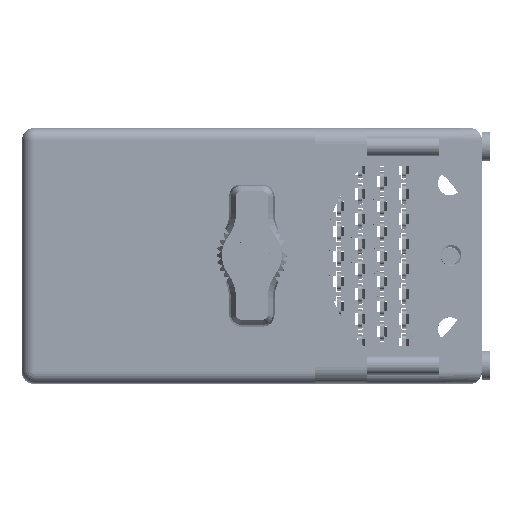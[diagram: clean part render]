
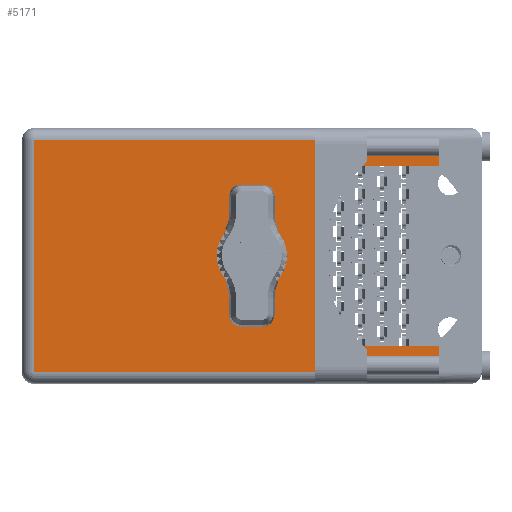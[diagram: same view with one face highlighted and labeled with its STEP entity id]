
A CAD part, top view. The second image highlights one B-rep face of the part: STEP entity #5171.
In plain terms, the highlighted face is planar.
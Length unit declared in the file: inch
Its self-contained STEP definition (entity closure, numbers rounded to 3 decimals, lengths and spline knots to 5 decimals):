
#1852 = CARTESIAN_POINT ( 'NONE',  ( 1.3775, 2.03, -0.935 ) ) ;
#5171 = ADVANCED_FACE ( 'NONE', ( #20407, #12566 ), #37302, .T. ) ;
#5901 = VERTEX_POINT ( 'NONE', #90193 ) ;
#6872 = EDGE_CURVE ( 'NONE', #84706, #10478, #12832, .T. ) ;
#7236 = VERTEX_POINT ( 'NONE', #105865 ) ;
#8916 = CARTESIAN_POINT ( 'NONE',  ( 2.499, 2.03, -0.07 ) ) ;
#10478 = VERTEX_POINT ( 'NONE', #98898 ) ;
#11083 = ORIENTED_EDGE ( 'NONE', *, *, #111647, .T. ) ;
#12566 = FACE_BOUND ( 'NONE', #55014, .T. ) ;
#12832 = LINE ( 'NONE', #31484, #38835 ) ;
#14665 = VECTOR ( 'NONE', #76110, 39.37008 ) ;
#15589 = DIRECTION ( 'NONE',  ( 0., 0., 1. ) ) ;
#16792 = CARTESIAN_POINT ( 'NONE',  ( 1.3775, 2.03, -0.765 ) ) ;
#17947 = CARTESIAN_POINT ( 'NONE',  ( 1.785, 2.03, -1.305 ) ) ;
#17960 = EDGE_CURVE ( 'NONE', #84706, #104265, #36248, .T. ) ;
#18047 = DIRECTION ( 'NONE',  ( 0., 0., 1. ) ) ;
#19214 = CARTESIAN_POINT ( 'NONE',  ( 0., 2.03, -1.53 ) ) ;
#19241 = ORIENTED_EDGE ( 'NONE', *, *, #17960, .T. ) ;
#20407 = FACE_OUTER_BOUND ( 'NONE', #88177, .T. ) ;
#22442 = DIRECTION ( 'NONE',  ( 0., 0., 1. ) ) ;
#22881 = LINE ( 'NONE', #96248, #84963 ) ;
#23886 = CARTESIAN_POINT ( 'NONE',  ( 2.499, 2.03, -0.225 ) ) ;
#25467 = CARTESIAN_POINT ( 'NONE',  ( 2.499, 2.03, -0.07 ) ) ;
#25900 = DIRECTION ( 'NONE',  ( 0., 1., 0. ) ) ;
#27459 = CARTESIAN_POINT ( 'NONE',  ( 2.499, 2.03, -1.46 ) ) ;
#27808 = AXIS2_PLACEMENT_3D ( 'NONE', #45747, #25900, #18047 ) ;
#28388 = EDGE_CURVE ( 'NONE', #39393, #5901, #54228, .T. ) ;
#31484 = CARTESIAN_POINT ( 'NONE',  ( 2.499, 2.03, -1.53 ) ) ;
#32965 = ORIENTED_EDGE ( 'NONE', *, *, #62548, .T. ) ;
#33112 = AXIS2_PLACEMENT_3D ( 'NONE', #16792, #43884, #15589 ) ;
#34452 = DIRECTION ( 'NONE',  ( -1., 0., 0. ) ) ;
#36248 = LINE ( 'NONE', #100551, #70099 ) ;
#36993 = VECTOR ( 'NONE', #112039, 39.37008 ) ;
#37302 = PLANE ( 'NONE',  #86260 ) ;
#37423 = EDGE_CURVE ( 'NONE', #60409, #80471, #100327, .T. ) ;
#38835 = VECTOR ( 'NONE', #22442, 39.37008 ) ;
#39393 = VERTEX_POINT ( 'NONE', #1852 ) ;
#39457 = LINE ( 'NONE', #103775, #14665 ) ;
#40834 = ORIENTED_EDGE ( 'NONE', *, *, #107219, .T. ) ;
#41135 = CARTESIAN_POINT ( 'NONE',  ( 1.785, 2.03, -1.305 ) ) ;
#42896 = VECTOR ( 'NONE', #91935, 39.37008 ) ;
#43074 = VECTOR ( 'NONE', #48011, 39.37008 ) ;
#43884 = DIRECTION ( 'NONE',  ( 0., 1., 0. ) ) ;
#45747 = CARTESIAN_POINT ( 'NONE',  ( 1.3775, 2.03, -0.765 ) ) ;
#47498 = DIRECTION ( 'NONE',  ( 0., 1., 0. ) ) ;
#48011 = DIRECTION ( 'NONE',  ( 0., 0., 1. ) ) ;
#48835 = ORIENTED_EDGE ( 'NONE', *, *, #54505, .T. ) ;
#52547 = LINE ( 'NONE', #25467, #85802 ) ;
#54228 = CIRCLE ( 'NONE', #33112, 0.17 ) ;
#54505 = EDGE_CURVE ( 'NONE', #74327, #92280, #98793, .T. ) ;
#55014 = EDGE_LOOP ( 'NONE', ( #69344, #84474 ) ) ;
#60409 = VERTEX_POINT ( 'NONE', #23886 ) ;
#62548 = EDGE_CURVE ( 'NONE', #104265, #7236, #39457, .T. ) ;
#63773 = CARTESIAN_POINT ( 'NONE',  ( 0.07, 2.03, -1.46 ) ) ;
#64367 = ORIENTED_EDGE ( 'NONE', *, *, #6872, .F. ) ;
#66196 = CIRCLE ( 'NONE', #27808, 0.17 ) ;
#69344 = ORIENTED_EDGE ( 'NONE', *, *, #86633, .F. ) ;
#70099 = VECTOR ( 'NONE', #34452, 39.37008 ) ;
#71018 = ORIENTED_EDGE ( 'NONE', *, *, #37423, .F. ) ;
#71191 = DIRECTION ( 'NONE',  ( 1., 0., 0. ) ) ;
#73873 = CARTESIAN_POINT ( 'NONE',  ( 2.499, 2.03, -1.53 ) ) ;
#74327 = VERTEX_POINT ( 'NONE', #82587 ) ;
#76110 = DIRECTION ( 'NONE',  ( 0., 0., 1. ) ) ;
#78067 = ORIENTED_EDGE ( 'NONE', *, *, #118171, .T. ) ;
#80471 = VERTEX_POINT ( 'NONE', #8916 ) ;
#82587 = CARTESIAN_POINT ( 'NONE',  ( 1.785, 2.03, -0.225 ) ) ;
#84174 = DIRECTION ( 'NONE',  ( 0., 0., 1. ) ) ;
#84474 = ORIENTED_EDGE ( 'NONE', *, *, #28388, .F. ) ;
#84706 = VERTEX_POINT ( 'NONE', #27459 ) ;
#84963 = VECTOR ( 'NONE', #96838, 39.37008 ) ;
#85802 = VECTOR ( 'NONE', #71191, 39.37008 ) ;
#86260 = AXIS2_PLACEMENT_3D ( 'NONE', #19214, #47498, #84174 ) ;
#86633 = EDGE_CURVE ( 'NONE', #5901, #39393, #66196, .T. ) ;
#88177 = EDGE_LOOP ( 'NONE', ( #32965, #78067, #71018, #11083, #48835, #40834, #64367, #19241 ) ) ;
#90193 = CARTESIAN_POINT ( 'NONE',  ( 1.3775, 2.03, -0.595 ) ) ;
#91935 = DIRECTION ( 'NONE',  ( 0., 0., -1. ) ) ;
#92280 = VERTEX_POINT ( 'NONE', #41135 ) ;
#96248 = CARTESIAN_POINT ( 'NONE',  ( 2.499, 2.03, -0.225 ) ) ;
#96838 = DIRECTION ( 'NONE',  ( -1., 0., 0. ) ) ;
#98793 = LINE ( 'NONE', #17947, #42896 ) ;
#98898 = CARTESIAN_POINT ( 'NONE',  ( 2.499, 2.03, -1.305 ) ) ;
#100327 = LINE ( 'NONE', #73873, #43074 ) ;
#100551 = CARTESIAN_POINT ( 'NONE',  ( 0., 2.03, -1.46 ) ) ;
#101212 = LINE ( 'NONE', #110257, #36993 ) ;
#103775 = CARTESIAN_POINT ( 'NONE',  ( 0.07, 2.03, -1.53 ) ) ;
#104265 = VERTEX_POINT ( 'NONE', #63773 ) ;
#105865 = CARTESIAN_POINT ( 'NONE',  ( 0.07, 2.03, -0.07 ) ) ;
#107219 = EDGE_CURVE ( 'NONE', #92280, #10478, #101212, .T. ) ;
#110257 = CARTESIAN_POINT ( 'NONE',  ( 2.499, 2.03, -1.305 ) ) ;
#111647 = EDGE_CURVE ( 'NONE', #60409, #74327, #22881, .T. ) ;
#112039 = DIRECTION ( 'NONE',  ( 1., 0., 0. ) ) ;
#118171 = EDGE_CURVE ( 'NONE', #7236, #80471, #52547, .T. ) ;
